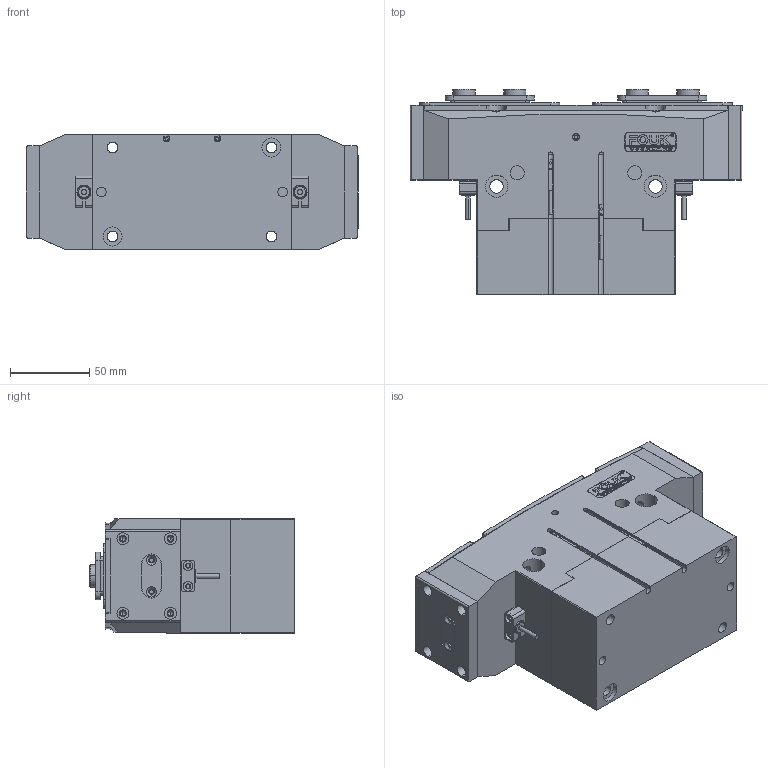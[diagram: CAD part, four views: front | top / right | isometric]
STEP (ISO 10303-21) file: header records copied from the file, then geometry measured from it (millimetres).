
FILE_DESCRIPTION (( 'STEP AP203' ), '1' );
FILE_NAME ('FR72-192-S-P-NC.STEP', '2025-03-26T09:39:23', ( 'USER-' ), ( 'Microsoft' ), 'SwSTEP 2.0', 'SolidWorks 2018', '' );
FILE_SCHEMA (( 'CONFIG_CONTROL_DESIGN' ));
Length unit declared in the file: millimetre
Products named in the file (19): TRT72-192-M-11 奻葡裔啣; P-GS-T-01 諉輪羲壽標厥釱; TRT72-192-MX-22B 晊扥极; TRT72-192-P陔; 32x12-R2; TRT72-192-M-14 忒硌薊啣; TRT72-192-M-12 耜猾极; 14x10-16种杶; 内六角圆柱头螺钉[GBT70_1-2008][M2.5×8]_M2.5×8; TRT72-192-SX-02 喘倛賑輸; 褫籵蚚苤結裔; 棠羲換覜ん; TRT72-192-M-13 移动挡板(默认); 揤輸蚾饜极; TRT72-192-MX-01 喘倛褲极; TRT72-192-MX-06 笢猾え; FR72-192-S-P-NC; 苤覜聆假蚾璃; 电容传感器8x23接近开关
Assembly tree (31 placements, depth 3):
  FR72-192-S-P-NC
    TRT72-192-MX-01 喘倛褲极
    TRT72-192-SX-02 喘倛賑輸  x2
    TRT72-192-MX-06 笢猾え
    揤輸蚾饜极  x2
      内六角圆柱头螺钉[GBT70_1-2008][M2.5×8]_M2.5×8
      苤覜聆假蚾璃
    P-GS-T-01 諉輪羲壽標厥釱  x2
    电容传感器8x23接近开关  x2
    32x12-R2
    棠羲換覜ん  x2
    TRT72-192-P陔
      14x10-16种杶  x4
      TRT72-192-M-11 奻葡裔啣
      TRT72-192-M-12 耜猾极  x2
      TRT72-192-M-14 忒硌薊啣  x2
      TRT72-192-M-13 移动挡板(默认)  x2
      褫籵蚚苤結裔  x2
    TRT72-192-MX-22B 晊扥极
Bounding box: 209 x 129 x 72 mm (x, y, z)
Volume: 1254343.5 mm3; surface area: 247878.8 mm2
Topology: 31 solids, 39 shells, 1750 faces, 4511 edges, 2878 vertices
Faces by surface type: plane 748, cylinder 599, cone 232, bspline 155, torus 16
Entity records: 48901 total; most frequent: CARTESIAN_POINT 14098, ORIENTED_EDGE 6844, DIRECTION 6470, EDGE_CURVE 3422, VERTEX_POINT 2240, AXIS2_PLACEMENT_3D 2190, LINE 2090, VECTOR 2090
